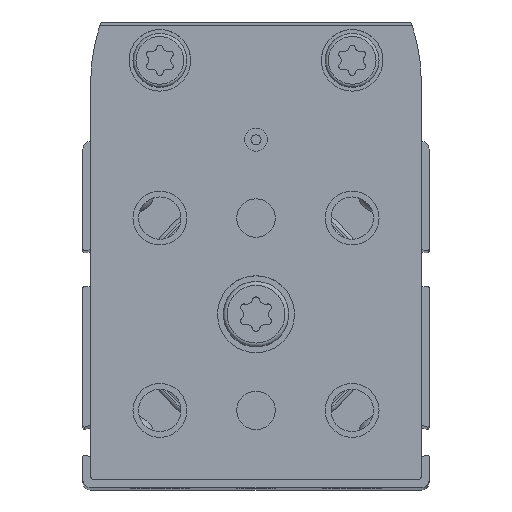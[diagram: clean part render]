
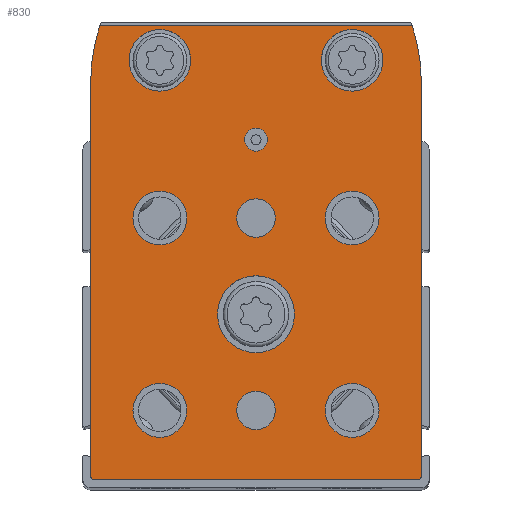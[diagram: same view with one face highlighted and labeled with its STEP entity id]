
A CAD part, top view. The second image highlights one B-rep face of the part: STEP entity #830.
In plain terms, the highlighted planar face has unit normal (0, 0, 1).
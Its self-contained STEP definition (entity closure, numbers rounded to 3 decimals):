
#830 = ADVANCED_FACE( '', ( #2062, #2063, #2064, #2065, #2066, #2067, #2068, #2069, #2070, #2071, #2072 ), #2073, .T. );
#2062 = FACE_BOUND( '', #3932, .T. );
#2063 = FACE_BOUND( '', #3933, .T. );
#2064 = FACE_BOUND( '', #3934, .T. );
#2065 = FACE_BOUND( '', #3935, .T. );
#2066 = FACE_BOUND( '', #3936, .T. );
#2067 = FACE_BOUND( '', #3937, .T. );
#2068 = FACE_BOUND( '', #3938, .T. );
#2069 = FACE_BOUND( '', #3939, .T. );
#2070 = FACE_BOUND( '', #3940, .T. );
#2071 = FACE_BOUND( '', #3941, .T. );
#2072 = FACE_OUTER_BOUND( '', #3942, .T. );
#2073 = PLANE( '', #3943 );
#3932 = EDGE_LOOP( '', ( #6151 ) );
#3933 = EDGE_LOOP( '', ( #6152 ) );
#3934 = EDGE_LOOP( '', ( #6153 ) );
#3935 = EDGE_LOOP( '', ( #6154 ) );
#3936 = EDGE_LOOP( '', ( #6155 ) );
#3937 = EDGE_LOOP( '', ( #6156 ) );
#3938 = EDGE_LOOP( '', ( #6157 ) );
#3939 = EDGE_LOOP( '', ( #6158 ) );
#3940 = EDGE_LOOP( '', ( #6159 ) );
#3941 = EDGE_LOOP( '', ( #6160 ) );
#3942 = EDGE_LOOP( '', ( #6161, #6162, #6163, #6164, #6165, #6166, #6167, #6168 ) );
#3943 = AXIS2_PLACEMENT_3D( '', #6169, #6170, #6171 );
#6151 = ORIENTED_EDGE( '', *, *, #10286, .T. );
#6152 = ORIENTED_EDGE( '', *, *, #10287, .T. );
#6153 = ORIENTED_EDGE( '', *, *, #10288, .F. );
#6154 = ORIENTED_EDGE( '', *, *, #9960, .F. );
#6155 = ORIENTED_EDGE( '', *, *, #10289, .T. );
#6156 = ORIENTED_EDGE( '', *, *, #10290, .T. );
#6157 = ORIENTED_EDGE( '', *, *, #10291, .T. );
#6158 = ORIENTED_EDGE( '', *, *, #10292, .T. );
#6159 = ORIENTED_EDGE( '', *, *, #10293, .T. );
#6160 = ORIENTED_EDGE( '', *, *, #10294, .F. );
#6161 = ORIENTED_EDGE( '', *, *, #10295, .T. );
#6162 = ORIENTED_EDGE( '', *, *, #10254, .T. );
#6163 = ORIENTED_EDGE( '', *, *, #10296, .T. );
#6164 = ORIENTED_EDGE( '', *, *, #10297, .T. );
#6165 = ORIENTED_EDGE( '', *, *, #10298, .T. );
#6166 = ORIENTED_EDGE( '', *, *, #10109, .T. );
#6167 = ORIENTED_EDGE( '', *, *, #10160, .T. );
#6168 = ORIENTED_EDGE( '', *, *, #10299, .T. );
#6169 = CARTESIAN_POINT( '', ( 2.5, 30., 10. ) );
#6170 = DIRECTION( '', ( 0., 0., 1. ) );
#6171 = DIRECTION( '', ( 1., 0., 0. ) );
#9960 = EDGE_CURVE( '', #11654, #11654, #11655, .T. );
#10109 = EDGE_CURVE( '', #11918, #11916, #11919, .T. );
#10160 = EDGE_CURVE( '', #11916, #12005, #12007, .T. );
#10254 = EDGE_CURVE( '', #12162, #12160, #12163, .T. );
#10286 = EDGE_CURVE( '', #12215, #12215, #12216, .T. );
#10287 = EDGE_CURVE( '', #12217, #12217, #12218, .T. );
#10288 = EDGE_CURVE( '', #12219, #12219, #12220, .T. );
#10289 = EDGE_CURVE( '', #12221, #12221, #12222, .T. );
#10290 = EDGE_CURVE( '', #12223, #12223, #12224, .T. );
#10291 = EDGE_CURVE( '', #12225, #12225, #12226, .T. );
#10292 = EDGE_CURVE( '', #12227, #12227, #12228, .T. );
#10293 = EDGE_CURVE( '', #12229, #12229, #12230, .T. );
#10294 = EDGE_CURVE( '', #12231, #12231, #12232, .T. );
#10295 = EDGE_CURVE( '', #12233, #12162, #12234, .T. );
#10296 = EDGE_CURVE( '', #12160, #12235, #12236, .T. );
#10297 = EDGE_CURVE( '', #12235, #12237, #12238, .T. );
#10298 = EDGE_CURVE( '', #12237, #11918, #12239, .T. );
#10299 = EDGE_CURVE( '', #12005, #12233, #12240, .T. );
#11654 = VERTEX_POINT( '', #14129 );
#11655 = CIRCLE( '', #14130, 2.5 );
#11916 = VERTEX_POINT( '', #14524 );
#11918 = VERTEX_POINT( '', #14527 );
#11919 = LINE( '', #14528, #14529 );
#12005 = VERTEX_POINT( '', #14641 );
#12007 = CIRCLE( '', #14644, 24. );
#12160 = VERTEX_POINT( '', #14905 );
#12162 = VERTEX_POINT( '', #14908 );
#12163 = LINE( '', #14909, #14910 );
#12215 = VERTEX_POINT( '', #14975 );
#12216 = CIRCLE( '', #14976, 4. );
#12217 = VERTEX_POINT( '', #14977 );
#12218 = CIRCLE( '', #14978, 4. );
#12219 = VERTEX_POINT( '', #14979 );
#12220 = CIRCLE( '', #14980, 2.5 );
#12221 = VERTEX_POINT( '', #14981 );
#12222 = CIRCLE( '', #14982, 5. );
#12223 = VERTEX_POINT( '', #14983 );
#12224 = CIRCLE( '', #14984, 3.5 );
#12225 = VERTEX_POINT( '', #14985 );
#12226 = CIRCLE( '', #14986, 3.5 );
#12227 = VERTEX_POINT( '', #14987 );
#12228 = CIRCLE( '', #14988, 3.5 );
#12229 = VERTEX_POINT( '', #14989 );
#12230 = CIRCLE( '', #14990, 3.5 );
#12231 = VERTEX_POINT( '', #14991 );
#12232 = CIRCLE( '', #14992, 1.5 );
#12233 = VERTEX_POINT( '', #14993 );
#12234 = CIRCLE( '', #14994, 24. );
#12235 = VERTEX_POINT( '', #14995 );
#12236 = CIRCLE( '', #14996, 0.5 );
#12237 = VERTEX_POINT( '', #14997 );
#12238 = LINE( '', #14998, #14999 );
#12239 = CIRCLE( '', #15000, 0.5 );
#12240 = LINE( '', #15001, #15002 );
#14129 = CARTESIAN_POINT( '', ( 2.5, 12.5, 10. ) );
#14130 = AXIS2_PLACEMENT_3D( '', #17718, #17719, #17720 );
#14524 = CARTESIAN_POINT( '', ( 21.5, 30., 10. ) );
#14527 = CARTESIAN_POINT( '', ( 21.5, -21., 10. ) );
#14528 = CARTESIAN_POINT( '', ( 21.5, -21., 10. ) );
#14529 = VECTOR( '', #17933, 1000. );
#14641 = CARTESIAN_POINT( '', ( 20.298, 37.5, 10. ) );
#14644 = AXIS2_PLACEMENT_3D( '', #18021, #18022, #18023 );
#14905 = CARTESIAN_POINT( '', ( -21.5, -21., 10. ) );
#14908 = CARTESIAN_POINT( '', ( -21.5, 30., 10. ) );
#14909 = CARTESIAN_POINT( '', ( -21.5, 30., 10. ) );
#14910 = VECTOR( '', #18131, 1000. );
#14975 = CARTESIAN_POINT( '', ( 8.5, 33., 10. ) );
#14976 = AXIS2_PLACEMENT_3D( '', #18175, #18176, #18177 );
#14977 = CARTESIAN_POINT( '', ( -16.5, 33., 10. ) );
#14978 = AXIS2_PLACEMENT_3D( '', #18178, #18179, #18180 );
#14979 = CARTESIAN_POINT( '', ( 2.5, -12.5, 10. ) );
#14980 = AXIS2_PLACEMENT_3D( '', #18181, #18182, #18183 );
#14981 = CARTESIAN_POINT( '', ( -5., 0., 10. ) );
#14982 = AXIS2_PLACEMENT_3D( '', #18184, #18185, #18186 );
#14983 = CARTESIAN_POINT( '', ( 9., -12.5, 10. ) );
#14984 = AXIS2_PLACEMENT_3D( '', #18187, #18188, #18189 );
#14985 = CARTESIAN_POINT( '', ( -16., 12.5, 10. ) );
#14986 = AXIS2_PLACEMENT_3D( '', #18190, #18191, #18192 );
#14987 = CARTESIAN_POINT( '', ( -16., -12.5, 10. ) );
#14988 = AXIS2_PLACEMENT_3D( '', #18193, #18194, #18195 );
#14989 = CARTESIAN_POINT( '', ( 9., 12.5, 10. ) );
#14990 = AXIS2_PLACEMENT_3D( '', #18196, #18197, #18198 );
#14991 = CARTESIAN_POINT( '', ( 1.5, 22.7, 10. ) );
#14992 = AXIS2_PLACEMENT_3D( '', #18199, #18200, #18201 );
#14993 = CARTESIAN_POINT( '', ( -20.298, 37.5, 10. ) );
#14994 = AXIS2_PLACEMENT_3D( '', #18202, #18203, #18204 );
#14995 = CARTESIAN_POINT( '', ( -21., -21.5, 10. ) );
#14996 = AXIS2_PLACEMENT_3D( '', #18205, #18206, #18207 );
#14997 = CARTESIAN_POINT( '', ( 21., -21.5, 10. ) );
#14998 = CARTESIAN_POINT( '', ( -21., -21.5, 10. ) );
#14999 = VECTOR( '', #18208, 1000. );
#15000 = AXIS2_PLACEMENT_3D( '', #18209, #18210, #18211 );
#15001 = CARTESIAN_POINT( '', ( 20.298, 37.5, 10. ) );
#15002 = VECTOR( '', #18212, 1000. );
#17718 = CARTESIAN_POINT( '', ( 0., 12.5, 10. ) );
#17719 = DIRECTION( '', ( 0., 0., 1. ) );
#17720 = DIRECTION( '', ( 1., 0., 0. ) );
#17933 = DIRECTION( '', ( 0., 1., 0. ) );
#18021 = CARTESIAN_POINT( '', ( -2.5, 30., 10. ) );
#18022 = DIRECTION( '', ( 0., 0., 1. ) );
#18023 = DIRECTION( '', ( 1., 0., 0. ) );
#18131 = DIRECTION( '', ( 0., -1., 0. ) );
#18175 = CARTESIAN_POINT( '', ( 12.5, 33., 10. ) );
#18176 = DIRECTION( '', ( 0., 0., -1. ) );
#18177 = DIRECTION( '', ( -1., 0., 0. ) );
#18178 = CARTESIAN_POINT( '', ( -12.5, 33., 10. ) );
#18179 = DIRECTION( '', ( 0., 0., -1. ) );
#18180 = DIRECTION( '', ( -1., 0., 0. ) );
#18181 = CARTESIAN_POINT( '', ( 0., -12.5, 10. ) );
#18182 = DIRECTION( '', ( 0., 0., 1. ) );
#18183 = DIRECTION( '', ( 1., 0., 0. ) );
#18184 = CARTESIAN_POINT( '', ( 0., 0., 10. ) );
#18185 = DIRECTION( '', ( 0., 0., -1. ) );
#18186 = DIRECTION( '', ( -1., 0., 0. ) );
#18187 = CARTESIAN_POINT( '', ( 12.5, -12.5, 10. ) );
#18188 = DIRECTION( '', ( 0., 0., -1. ) );
#18189 = DIRECTION( '', ( -1., 0., 0. ) );
#18190 = CARTESIAN_POINT( '', ( -12.5, 12.5, 10. ) );
#18191 = DIRECTION( '', ( 0., 0., -1. ) );
#18192 = DIRECTION( '', ( -1., 0., 0. ) );
#18193 = CARTESIAN_POINT( '', ( -12.5, -12.5, 10. ) );
#18194 = DIRECTION( '', ( 0., 0., -1. ) );
#18195 = DIRECTION( '', ( -1., 0., 0. ) );
#18196 = CARTESIAN_POINT( '', ( 12.5, 12.5, 10. ) );
#18197 = DIRECTION( '', ( 0., 0., -1. ) );
#18198 = DIRECTION( '', ( -1., 0., 0. ) );
#18199 = CARTESIAN_POINT( '', ( 0., 22.7, 10. ) );
#18200 = DIRECTION( '', ( 0., 0., 1. ) );
#18201 = DIRECTION( '', ( 1., 0., 0. ) );
#18202 = CARTESIAN_POINT( '', ( 2.5, 30., 10. ) );
#18203 = DIRECTION( '', ( 0., 0., 1. ) );
#18204 = DIRECTION( '', ( 1., 0., 0. ) );
#18205 = CARTESIAN_POINT( '', ( -21., -21., 10. ) );
#18206 = DIRECTION( '', ( 0., 0., 1. ) );
#18207 = DIRECTION( '', ( 1., 0., 0. ) );
#18208 = DIRECTION( '', ( 1., 0., 0. ) );
#18209 = CARTESIAN_POINT( '', ( 21., -21., 10. ) );
#18210 = DIRECTION( '', ( 0., 0., 1. ) );
#18211 = DIRECTION( '', ( 1., 0., 0. ) );
#18212 = DIRECTION( '', ( -1., 0., 0. ) );
